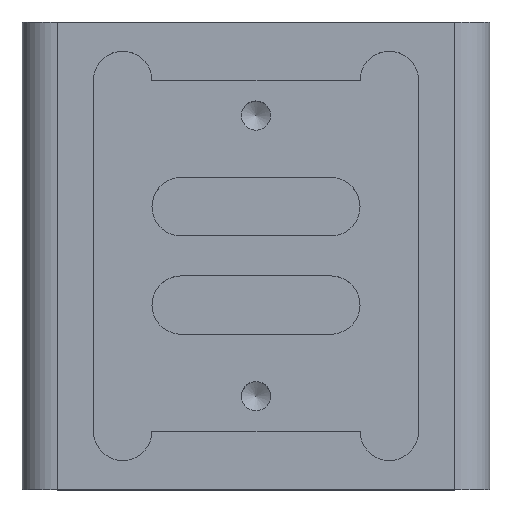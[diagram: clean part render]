
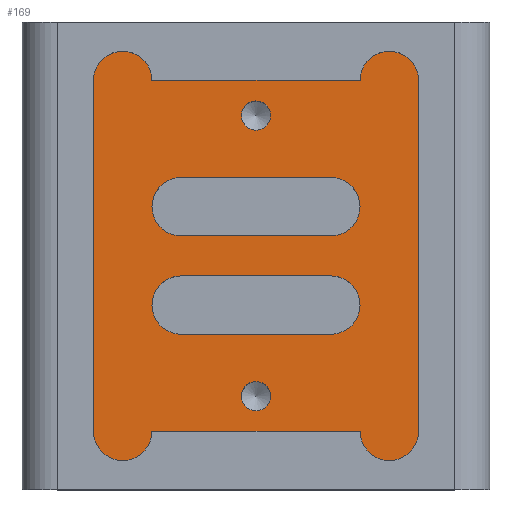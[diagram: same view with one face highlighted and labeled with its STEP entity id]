
A CAD part, top view. The second image highlights one B-rep face of the part: STEP entity #169.
In plain terms, the highlighted planar face has unit normal (0, 0, 1).
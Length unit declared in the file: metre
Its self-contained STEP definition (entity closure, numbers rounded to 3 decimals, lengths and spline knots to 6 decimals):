
#169 = ADVANCED_FACE( '', ( #360, #361, #362, #363, #364 ), #365, .T. );
#360 = FACE_OUTER_BOUND( '', #551, .T. );
#361 = FACE_BOUND( '', #552, .T. );
#362 = FACE_BOUND( '', #553, .T. );
#363 = FACE_BOUND( '', #554, .T. );
#364 = FACE_BOUND( '', #555, .T. );
#365 = PLANE( '', #556 );
#551 = EDGE_LOOP( '', ( #916, #917, #918, #919, #920, #921, #922, #923 ) );
#552 = EDGE_LOOP( '', ( #924 ) );
#553 = EDGE_LOOP( '', ( #925, #926, #927, #928 ) );
#554 = EDGE_LOOP( '', ( #929 ) );
#555 = EDGE_LOOP( '', ( #930, #931, #932, #933 ) );
#556 = AXIS2_PLACEMENT_3D( '', #934, #935, #936 );
#916 = ORIENTED_EDGE( '', *, *, #1026, .F. );
#917 = ORIENTED_EDGE( '', *, *, #1104, .F. );
#918 = ORIENTED_EDGE( '', *, *, #1062, .T. );
#919 = ORIENTED_EDGE( '', *, *, #1039, .F. );
#920 = ORIENTED_EDGE( '', *, *, #1111, .T. );
#921 = ORIENTED_EDGE( '', *, *, #1016, .T. );
#922 = ORIENTED_EDGE( '', *, *, #1000, .F. );
#923 = ORIENTED_EDGE( '', *, *, #1072, .T. );
#924 = ORIENTED_EDGE( '', *, *, #1100, .F. );
#925 = ORIENTED_EDGE( '', *, *, #1069, .F. );
#926 = ORIENTED_EDGE( '', *, *, #1081, .T. );
#927 = ORIENTED_EDGE( '', *, *, #1019, .T. );
#928 = ORIENTED_EDGE( '', *, *, #1109, .T. );
#929 = ORIENTED_EDGE( '', *, *, #1006, .T. );
#930 = ORIENTED_EDGE( '', *, *, #1074, .T. );
#931 = ORIENTED_EDGE( '', *, *, #1059, .F. );
#932 = ORIENTED_EDGE( '', *, *, #1055, .F. );
#933 = ORIENTED_EDGE( '', *, *, #1112, .F. );
#934 = CARTESIAN_POINT( '', ( 0., 0.030565, 0.027913 ) );
#935 = DIRECTION( '', ( 0., 0., 1. ) );
#936 = DIRECTION( '', ( 1., 0., 0. ) );
#1000 = EDGE_CURVE( '', #1169, #1171, #1172, .T. );
#1006 = EDGE_CURVE( '', #1180, #1180, #1181, .T. );
#1016 = EDGE_CURVE( '', #1196, #1171, #1197, .T. );
#1019 = EDGE_CURVE( '', #1200, #1201, #1202, .T. );
#1026 = EDGE_CURVE( '', #1212, #1214, #1215, .T. );
#1039 = EDGE_CURVE( '', #1232, #1234, #1235, .T. );
#1055 = EDGE_CURVE( '', #1259, #1260, #1261, .T. );
#1059 = EDGE_CURVE( '', #1260, #1265, #1266, .F. );
#1062 = EDGE_CURVE( '', #1269, #1234, #1270, .T. );
#1069 = EDGE_CURVE( '', #1277, #1279, #1280, .T. );
#1072 = EDGE_CURVE( '', #1169, #1214, #1283, .T. );
#1074 = EDGE_CURVE( '', #1285, #1265, #1286, .T. );
#1081 = EDGE_CURVE( '', #1277, #1200, #1293, .F. );
#1100 = EDGE_CURVE( '', #1316, #1316, #1317, .T. );
#1104 = EDGE_CURVE( '', #1269, #1212, #1322, .T. );
#1109 = EDGE_CURVE( '', #1201, #1279, #1328, .F. );
#1111 = EDGE_CURVE( '', #1232, #1196, #1330, .T. );
#1112 = EDGE_CURVE( '', #1285, #1259, #1331, .F. );
#1169 = VERTEX_POINT( '', #1397 );
#1171 = VERTEX_POINT( '', #1400 );
#1172 = LINE( '', #1401, #1402 );
#1180 = VERTEX_POINT( '', #1411 );
#1181 = CIRCLE( '', #1412, 0.00125 );
#1196 = VERTEX_POINT( '', #1428 );
#1197 = CIRCLE( '', #1429, 0.0025 );
#1200 = VERTEX_POINT( '', #1433 );
#1201 = VERTEX_POINT( '', #1434 );
#1202 = LINE( '', #1435, #1436 );
#1212 = VERTEX_POINT( '', #1450 );
#1214 = VERTEX_POINT( '', #1453 );
#1215 = LINE( '', #1454, #1455 );
#1232 = VERTEX_POINT( '', #1478 );
#1234 = VERTEX_POINT( '', #1481 );
#1235 = CIRCLE( '', #1482, 0.0025 );
#1259 = VERTEX_POINT( '', #1508 );
#1260 = VERTEX_POINT( '', #1509 );
#1261 = LINE( '', #1510, #1511 );
#1265 = VERTEX_POINT( '', #1517 );
#1266 = CIRCLE( '', #1518, 0.0025 );
#1269 = VERTEX_POINT( '', #1522 );
#1270 = LINE( '', #1523, #1524 );
#1277 = VERTEX_POINT( '', #1533 );
#1279 = VERTEX_POINT( '', #1536 );
#1280 = LINE( '', #1537, #1538 );
#1283 = CIRCLE( '', #1542, 0.0025 );
#1285 = VERTEX_POINT( '', #1544 );
#1286 = LINE( '', #1545, #1546 );
#1293 = CIRCLE( '', #1554, 0.0025 );
#1316 = VERTEX_POINT( '', #1582 );
#1317 = CIRCLE( '', #1583, 0.00125 );
#1322 = CIRCLE( '', #1588, 0.0025 );
#1328 = CIRCLE( '', #1594, 0.0025 );
#1330 = LINE( '', #1596, #1597 );
#1331 = CIRCLE( '', #1598, 0.0025 );
#1397 = CARTESIAN_POINT( '', ( 0.0089, 0.015565, 0.027913 ) );
#1400 = CARTESIAN_POINT( '', ( -0.0089, 0.015565, 0.027913 ) );
#1401 = CARTESIAN_POINT( '', ( 0., 0.015565, 0.027913 ) );
#1402 = VECTOR( '', #1648, 1. );
#1411 = CARTESIAN_POINT( '', ( 0.00125, 0.042565, 0.027913 ) );
#1412 = AXIS2_PLACEMENT_3D( '', #1656, #1657, #1658 );
#1428 = CARTESIAN_POINT( '', ( -0.0139, 0.015565, 0.027913 ) );
#1429 = AXIS2_PLACEMENT_3D( '', #1675, #1676, #1677 );
#1433 = CARTESIAN_POINT( '', ( -0.0064, 0.028858, 0.027913 ) );
#1434 = CARTESIAN_POINT( '', ( 0.0064, 0.028858, 0.027913 ) );
#1435 = CARTESIAN_POINT( '', ( 0., 0.028858, 0.027913 ) );
#1436 = VECTOR( '', #1679, 1. );
#1450 = CARTESIAN_POINT( '', ( 0.0139, 0.045565, 0.027913 ) );
#1453 = CARTESIAN_POINT( '', ( 0.0139, 0.015565, 0.027913 ) );
#1454 = CARTESIAN_POINT( '', ( 0.0139, 0.030565, 0.027913 ) );
#1455 = VECTOR( '', #1685, 1. );
#1478 = CARTESIAN_POINT( '', ( -0.0139, 0.045565, 0.027913 ) );
#1481 = CARTESIAN_POINT( '', ( -0.0089, 0.045565, 0.027913 ) );
#1482 = AXIS2_PLACEMENT_3D( '', #1702, #1703, #1704 );
#1508 = CARTESIAN_POINT( '', ( -0.0064, 0.032271, 0.027913 ) );
#1509 = CARTESIAN_POINT( '', ( 0.0064, 0.032271, 0.027913 ) );
#1510 = CARTESIAN_POINT( '', ( 0., 0.032271, 0.027913 ) );
#1511 = VECTOR( '', #1731, 1. );
#1517 = CARTESIAN_POINT( '', ( 0.0064, 0.037271, 0.027913 ) );
#1518 = AXIS2_PLACEMENT_3D( '', #1734, #1735, #1736 );
#1522 = CARTESIAN_POINT( '', ( 0.0089, 0.045565, 0.027913 ) );
#1523 = CARTESIAN_POINT( '', ( 0., 0.045565, 0.027913 ) );
#1524 = VECTOR( '', #1738, 1. );
#1533 = CARTESIAN_POINT( '', ( -0.0064, 0.023858, 0.027913 ) );
#1536 = CARTESIAN_POINT( '', ( 0.0064, 0.023858, 0.027913 ) );
#1537 = CARTESIAN_POINT( '', ( 0., 0.023858, 0.027913 ) );
#1538 = VECTOR( '', #1742, 1. );
#1542 = AXIS2_PLACEMENT_3D( '', #1744, #1745, #1746 );
#1544 = CARTESIAN_POINT( '', ( -0.0064, 0.037271, 0.027913 ) );
#1545 = CARTESIAN_POINT( '', ( 0., 0.037271, 0.027913 ) );
#1546 = VECTOR( '', #1747, 1. );
#1554 = AXIS2_PLACEMENT_3D( '', #1755, #1756, #1757 );
#1582 = CARTESIAN_POINT( '', ( 0.00125, 0.018565, 0.027913 ) );
#1583 = AXIS2_PLACEMENT_3D( '', #1775, #1776, #1777 );
#1588 = AXIS2_PLACEMENT_3D( '', #1781, #1782, #1783 );
#1594 = AXIS2_PLACEMENT_3D( '', #1787, #1788, #1789 );
#1596 = CARTESIAN_POINT( '', ( -0.0139, 0.030565, 0.027913 ) );
#1597 = VECTOR( '', #1790, 1. );
#1598 = AXIS2_PLACEMENT_3D( '', #1791, #1792, #1793 );
#1648 = DIRECTION( '', ( -1., 0., 0. ) );
#1656 = CARTESIAN_POINT( '', ( 0., 0.042565, 0.027913 ) );
#1657 = DIRECTION( '', ( 0., 0., -1. ) );
#1658 = DIRECTION( '', ( 1., 0., 0. ) );
#1675 = CARTESIAN_POINT( '', ( -0.0114, 0.015565, 0.027913 ) );
#1676 = DIRECTION( '', ( 0., 0., 1. ) );
#1677 = DIRECTION( '', ( -1., 0., 0. ) );
#1679 = DIRECTION( '', ( 1., 0., 0. ) );
#1685 = DIRECTION( '', ( 0., -1., 0. ) );
#1702 = CARTESIAN_POINT( '', ( -0.0114, 0.045565, 0.027913 ) );
#1703 = DIRECTION( '', ( 0., 0., -1. ) );
#1704 = DIRECTION( '', ( -1., 0., 0. ) );
#1731 = DIRECTION( '', ( 1., 0., 0. ) );
#1734 = CARTESIAN_POINT( '', ( 0.0064, 0.034771, 0.027913 ) );
#1735 = DIRECTION( '', ( 0., 0., -1. ) );
#1736 = DIRECTION( '', ( 0., 1., 0. ) );
#1738 = DIRECTION( '', ( -1., 0., 0. ) );
#1742 = DIRECTION( '', ( 1., 0., 0. ) );
#1744 = CARTESIAN_POINT( '', ( 0.0114, 0.015565, 0.027913 ) );
#1745 = DIRECTION( '', ( 0., 0., 1. ) );
#1746 = DIRECTION( '', ( -1., 0., 0. ) );
#1747 = DIRECTION( '', ( 1., 0., 0. ) );
#1755 = CARTESIAN_POINT( '', ( -0.0064, 0.026358, 0.027913 ) );
#1756 = DIRECTION( '', ( 0., 0., 1. ) );
#1757 = DIRECTION( '', ( 0., -1., 0. ) );
#1775 = CARTESIAN_POINT( '', ( 0., 0.018565, 0.027913 ) );
#1776 = DIRECTION( '', ( 0., 0., 1. ) );
#1777 = DIRECTION( '', ( 1., 0., 0. ) );
#1781 = CARTESIAN_POINT( '', ( 0.0114, 0.045565, 0.027913 ) );
#1782 = DIRECTION( '', ( 0., 0., -1. ) );
#1783 = DIRECTION( '', ( -1., 0., 0. ) );
#1787 = CARTESIAN_POINT( '', ( 0.0064, 0.026358, 0.027913 ) );
#1788 = DIRECTION( '', ( 0., 0., 1. ) );
#1789 = DIRECTION( '', ( 0., -1., 0. ) );
#1790 = DIRECTION( '', ( 0., -1., 0. ) );
#1791 = CARTESIAN_POINT( '', ( -0.0064, 0.034771, 0.027913 ) );
#1792 = DIRECTION( '', ( 0., 0., -1. ) );
#1793 = DIRECTION( '', ( 0., 1., 0. ) );
